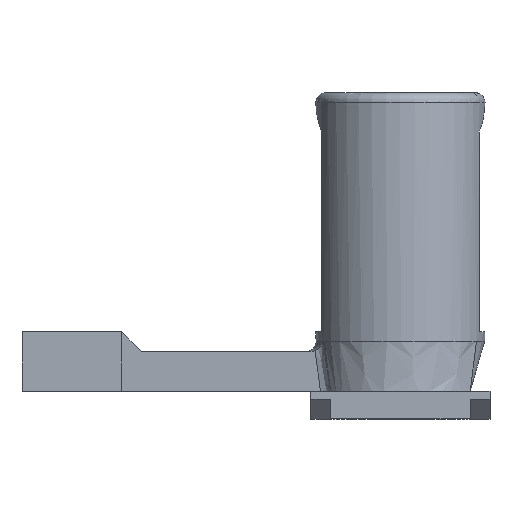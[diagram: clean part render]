
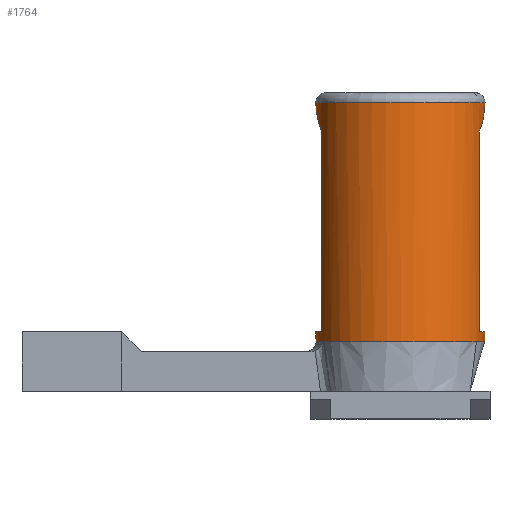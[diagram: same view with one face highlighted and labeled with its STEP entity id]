
A CAD part, top view. The second image highlights one B-rep face of the part: STEP entity #1764.
In plain terms, the highlighted cylindrical face has radius 8.5 mm (diameter 17 mm), a partial arc.
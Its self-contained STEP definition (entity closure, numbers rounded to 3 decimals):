
#33=CYLINDRICAL_SURFACE('',#1889,8.5);
#55=CIRCLE('',#1867,8.5);
#59=CIRCLE('',#1872,8.5);
#64=CIRCLE('',#1890,8.5);
#65=CIRCLE('',#1891,8.5);
#66=CIRCLE('',#1892,8.5);
#67=CIRCLE('',#1893,8.5);
#68=CIRCLE('',#1894,8.5);
#69=CIRCLE('',#1895,8.5);
#70=CIRCLE('',#1896,8.5);
#119=FACE_OUTER_BOUND('',#215,.T.);
#215=EDGE_LOOP('',(#1240,#1241,#1242,#1243,#1244,#1245,#1246,#1247,#1248,
#1249,#1250,#1251,#1252,#1253,#1254));
#333=LINE('',#2614,#512);
#341=LINE('',#2627,#520);
#344=LINE('',#2637,#523);
#345=LINE('',#2650,#524);
#512=VECTOR('',#2089,10.);
#520=VECTOR('',#2107,10.);
#523=VECTOR('',#2122,10.);
#524=VECTOR('',#2135,10.);
#658=ELLIPSE('',#1858,12.021,8.5);
#661=ELLIPSE('',#1862,12.021,8.5);
#699=VERTEX_POINT('',#2493);
#701=VERTEX_POINT('',#2499);
#708=VERTEX_POINT('',#2514);
#714=VERTEX_POINT('',#2529);
#720=VERTEX_POINT('',#2544);
#721=VERTEX_POINT('',#2545);
#735=VERTEX_POINT('',#2574);
#736=VERTEX_POINT('',#2576);
#747=VERTEX_POINT('',#2636);
#748=VERTEX_POINT('',#2638);
#749=VERTEX_POINT('',#2640);
#750=VERTEX_POINT('',#2642);
#751=VERTEX_POINT('',#2644);
#752=VERTEX_POINT('',#2646);
#753=VERTEX_POINT('',#2648);
#877=EDGE_CURVE('',#701,#699,#658,.F.);
#891=EDGE_CURVE('',#708,#714,#661,.F.);
#897=EDGE_CURVE('',#720,#721,#55,.T.);
#912=EDGE_CURVE('',#736,#735,#59,.T.);
#927=EDGE_CURVE('',#735,#701,#333,.T.);
#935=EDGE_CURVE('',#714,#720,#341,.T.);
#938=EDGE_CURVE('',#708,#699,#64,.T.);
#939=EDGE_CURVE('',#721,#747,#344,.T.);
#940=EDGE_CURVE('',#747,#748,#65,.T.);
#941=EDGE_CURVE('',#748,#749,#66,.T.);
#942=EDGE_CURVE('',#749,#750,#67,.T.);
#943=EDGE_CURVE('',#750,#751,#68,.T.);
#944=EDGE_CURVE('',#751,#752,#69,.T.);
#945=EDGE_CURVE('',#752,#753,#70,.T.);
#946=EDGE_CURVE('',#753,#736,#345,.T.);
#1240=ORIENTED_EDGE('',*,*,#938,.F.);
#1241=ORIENTED_EDGE('',*,*,#891,.T.);
#1242=ORIENTED_EDGE('',*,*,#935,.T.);
#1243=ORIENTED_EDGE('',*,*,#897,.T.);
#1244=ORIENTED_EDGE('',*,*,#939,.T.);
#1245=ORIENTED_EDGE('',*,*,#940,.T.);
#1246=ORIENTED_EDGE('',*,*,#941,.T.);
#1247=ORIENTED_EDGE('',*,*,#942,.T.);
#1248=ORIENTED_EDGE('',*,*,#943,.T.);
#1249=ORIENTED_EDGE('',*,*,#944,.T.);
#1250=ORIENTED_EDGE('',*,*,#945,.T.);
#1251=ORIENTED_EDGE('',*,*,#946,.T.);
#1252=ORIENTED_EDGE('',*,*,#912,.T.);
#1253=ORIENTED_EDGE('',*,*,#927,.T.);
#1254=ORIENTED_EDGE('',*,*,#877,.T.);
#1764=ADVANCED_FACE('',(#119),#33,.T.);
#1858=AXIS2_PLACEMENT_3D('',#2500,#2012,#2013);
#1862=AXIS2_PLACEMENT_3D('',#2531,#2030,#2031);
#1867=AXIS2_PLACEMENT_3D('',#2546,#2043,#2044);
#1872=AXIS2_PLACEMENT_3D('',#2577,#2064,#2065);
#1889=AXIS2_PLACEMENT_3D('',#2634,#2118,#2119);
#1890=AXIS2_PLACEMENT_3D('',#2635,#2120,#2121);
#1891=AXIS2_PLACEMENT_3D('',#2639,#2123,#2124);
#1892=AXIS2_PLACEMENT_3D('',#2641,#2125,#2126);
#1893=AXIS2_PLACEMENT_3D('',#2643,#2127,#2128);
#1894=AXIS2_PLACEMENT_3D('',#2645,#2129,#2130);
#1895=AXIS2_PLACEMENT_3D('',#2647,#2131,#2132);
#1896=AXIS2_PLACEMENT_3D('',#2649,#2133,#2134);
#2012=DIRECTION('center_axis',(0.,-0.707,-0.707));
#2013=DIRECTION('ref_axis',(0.,0.707,-0.707));
#2030=DIRECTION('center_axis',(0.,-0.707,-0.707));
#2031=DIRECTION('ref_axis',(0.,0.707,-0.707));
#2043=DIRECTION('center_axis',(0.,-1.,0.));
#2044=DIRECTION('ref_axis',(1.,0.,0.));
#2064=DIRECTION('center_axis',(0.,-1.,0.));
#2065=DIRECTION('ref_axis',(1.,0.,0.));
#2089=DIRECTION('',(0.,1.,0.));
#2107=DIRECTION('',(0.,-1.,0.));
#2118=DIRECTION('center_axis',(0.,1.,0.));
#2119=DIRECTION('ref_axis',(0.,0.,1.));
#2120=DIRECTION('center_axis',(0.,1.,0.));
#2121=DIRECTION('ref_axis',(0.9,0.,-0.436));
#2122=DIRECTION('',(0.,-1.,0.));
#2123=DIRECTION('center_axis',(0.,1.,0.));
#2124=DIRECTION('ref_axis',(1.,0.,0.));
#2125=DIRECTION('center_axis',(0.,1.,0.));
#2126=DIRECTION('ref_axis',(1.,0.,0.));
#2127=DIRECTION('center_axis',(0.,1.,0.));
#2128=DIRECTION('ref_axis',(1.,0.,0.));
#2129=DIRECTION('center_axis',(0.,1.,0.));
#2130=DIRECTION('ref_axis',(1.,0.,0.));
#2131=DIRECTION('center_axis',(0.,1.,0.));
#2132=DIRECTION('ref_axis',(1.,0.,0.));
#2133=DIRECTION('center_axis',(0.,1.,0.));
#2134=DIRECTION('ref_axis',(1.,0.,0.));
#2135=DIRECTION('',(0.,1.,0.));
#2493=CARTESIAN_POINT('',(20.057,35.,-12.166));
#2499=CARTESIAN_POINT('',(19.472,32.041,-9.208));
#2500=CARTESIAN_POINT('Origin',(11.558,35.141,-12.308));
#2514=CARTESIAN_POINT('',(3.059,35.,-12.166));
#2529=CARTESIAN_POINT('',(3.643,32.041,-9.208));
#2531=CARTESIAN_POINT('Origin',(11.558,35.141,-12.308));
#2544=CARTESIAN_POINT('',(3.643,12.,-9.208));
#2545=CARTESIAN_POINT('',(5.358,12.,-18.122));
#2546=CARTESIAN_POINT('Origin',(11.558,12.,-12.308));
#2574=CARTESIAN_POINT('',(19.472,12.,-9.208));
#2576=CARTESIAN_POINT('',(17.758,12.,-18.122));
#2577=CARTESIAN_POINT('Origin',(11.558,12.,-12.308));
#2614=CARTESIAN_POINT('',(19.472,11.,-9.208));
#2627=CARTESIAN_POINT('',(3.643,11.,-9.208));
#2634=CARTESIAN_POINT('Origin',(11.558,11.,-12.308));
#2635=CARTESIAN_POINT('Origin',(11.558,35.,-12.308));
#2636=CARTESIAN_POINT('',(5.358,11.,-18.122));
#2637=CARTESIAN_POINT('',(5.358,11.,-18.122));
#2638=CARTESIAN_POINT('',(3.855,11.,-15.902));
#2639=CARTESIAN_POINT('Origin',(11.558,11.,-12.308));
#2640=CARTESIAN_POINT('',(3.848,11.,-8.728));
#2641=CARTESIAN_POINT('Origin',(11.558,11.,-12.308));
#2642=CARTESIAN_POINT('',(3.909,11.,-8.6));
#2643=CARTESIAN_POINT('Origin',(11.558,11.,-12.308));
#2644=CARTESIAN_POINT('',(11.576,11.,-3.808));
#2645=CARTESIAN_POINT('Origin',(11.558,11.,-12.308));
#2646=CARTESIAN_POINT('',(19.204,11.,-8.595));
#2647=CARTESIAN_POINT('Origin',(11.558,11.,-12.308));
#2648=CARTESIAN_POINT('',(17.758,11.,-18.122));
#2649=CARTESIAN_POINT('Origin',(11.558,11.,-12.308));
#2650=CARTESIAN_POINT('',(17.758,11.,-18.122));
